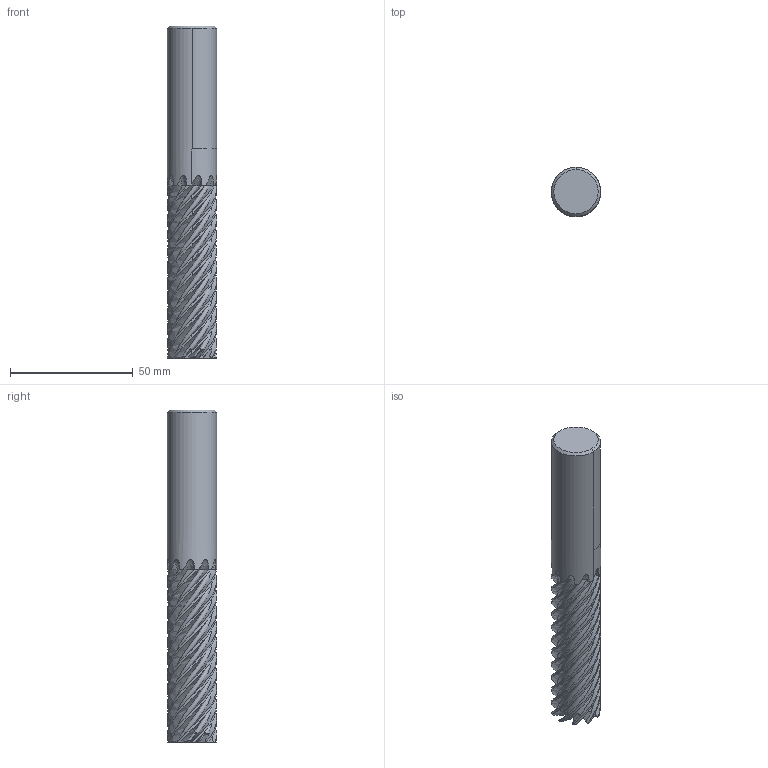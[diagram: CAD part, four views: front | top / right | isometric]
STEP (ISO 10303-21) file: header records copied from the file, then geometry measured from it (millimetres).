
FILE_DESCRIPTION(('no description'),'unknown implementation level');
FILE_NAME('K201533-20X70-Detail.stp',' ',('CIMSOURCE GmbH'),('CADClick - KiM GmbH - www.kimweb.de'),'unknown preprocess','ACIS','unknown authorization');
FILE_SCHEMA(('automotive_design'));
Length unit declared in the file: millimetre
Products named in the file (2): NOCUT; CUT
Bounding box: 20 x 20 x 135 mm (x, y, z)
Volume: 35159.1 mm3; surface area: 16836.8 mm2
Topology: 2 solids, 2 shells, 272 faces, 800 edges, 532 vertices
Faces by surface type: plane 104, bspline 80, revolution 40, cone 36, cylinder 12
Entity records: 67567 total; most frequent: CARTESIAN_POINT 52272, STYLED_ITEM 1606, PRESENTATION_STYLE_ASSIGNMENT 1606, COLOUR_RGB 1606, ORIENTED_EDGE 1600, DIRECTION 982, EDGE_CURVE 800, CURVE_STYLE 800
